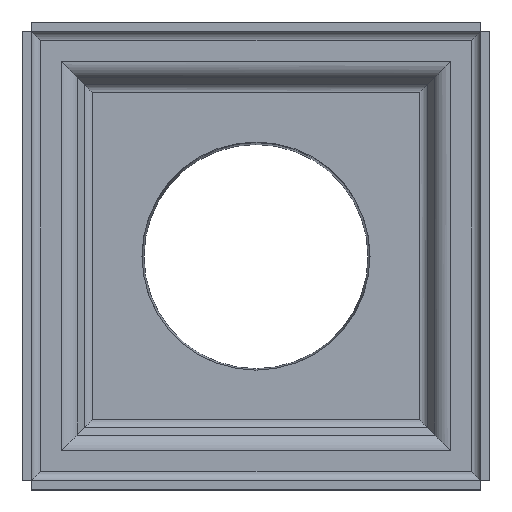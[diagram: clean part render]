
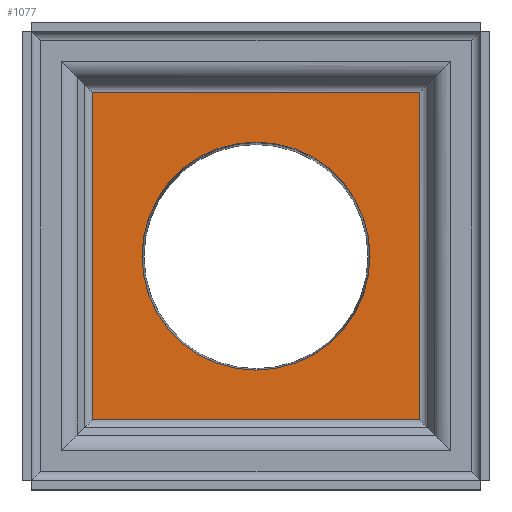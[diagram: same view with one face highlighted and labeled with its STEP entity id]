
A CAD part, top view. The second image highlights one B-rep face of the part: STEP entity #1077.
In plain terms, the highlighted planar face has unit normal (0, 0, 1).
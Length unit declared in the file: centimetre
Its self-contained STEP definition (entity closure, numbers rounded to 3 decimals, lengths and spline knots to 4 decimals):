
#54=FACE_BOUND('',#220,.T.);
#79=PLANE('',#1193);
#147=FACE_OUTER_BOUND('',#219,.T.);
#219=EDGE_LOOP('',(#938,#939,#940,#941));
#220=EDGE_LOOP('',(#942));
#320=LINE('',#1913,#419);
#321=LINE('',#1918,#420);
#322=LINE('',#1922,#421);
#324=LINE('',#1925,#423);
#419=VECTOR('',#1486,1.);
#420=VECTOR('',#1491,1.);
#421=VECTOR('',#1498,1.);
#423=VECTOR('',#1502,1.);
#457=CIRCLE('',#1194,49.);
#537=VERTEX_POINT('',#1910);
#538=VERTEX_POINT('',#1912);
#539=VERTEX_POINT('',#1916);
#540=VERTEX_POINT('',#1917);
#541=VERTEX_POINT('',#1929);
#672=EDGE_CURVE('',#537,#538,#320,.T.);
#674=EDGE_CURVE('',#539,#540,#321,.T.);
#677=EDGE_CURVE('',#540,#537,#322,.T.);
#679=EDGE_CURVE('',#538,#539,#324,.T.);
#681=EDGE_CURVE('',#541,#541,#457,.T.);
#938=ORIENTED_EDGE('',*,*,#674,.F.);
#939=ORIENTED_EDGE('',*,*,#679,.F.);
#940=ORIENTED_EDGE('',*,*,#672,.F.);
#941=ORIENTED_EDGE('',*,*,#677,.F.);
#942=ORIENTED_EDGE('',*,*,#681,.T.);
#1077=ADVANCED_FACE('',(#147,#54),#79,.T.);
#1193=AXIS2_PLACEMENT_3D('',#1928,#1506,#1507);
#1194=AXIS2_PLACEMENT_3D('',#1930,#1508,#1509);
#1486=DIRECTION('',(0.,-1.,0.));
#1491=DIRECTION('',(0.,1.,0.));
#1498=DIRECTION('',(1.,0.,0.));
#1502=DIRECTION('',(-1.,0.,0.));
#1506=DIRECTION('center_axis',(0.,0.,1.));
#1507=DIRECTION('ref_axis',(-0.707,0.707,0.));
#1508=DIRECTION('center_axis',(0.,0.,-1.));
#1509=DIRECTION('ref_axis',(1.,0.,0.));
#1910=CARTESIAN_POINT('',(709.7508,322.0688,50.));
#1912=CARTESIAN_POINT('',(709.7508,181.3893,50.));
#1913=CARTESIAN_POINT('',(709.7508,263.7131,50.));
#1916=CARTESIAN_POINT('',(569.0713,181.3893,50.));
#1917=CARTESIAN_POINT('',(569.0713,322.0688,50.));
#1918=CARTESIAN_POINT('',(569.0713,175.8458,50.));
#1922=CARTESIAN_POINT('',(636.0596,322.0688,50.));
#1925=CARTESIAN_POINT('',(715.2942,181.3893,50.));
#1928=CARTESIAN_POINT('Origin',(711.9428,179.1972,50.));
#1929=CARTESIAN_POINT('',(590.411,251.729,50.));
#1930=CARTESIAN_POINT('Origin',(639.411,251.729,50.));
